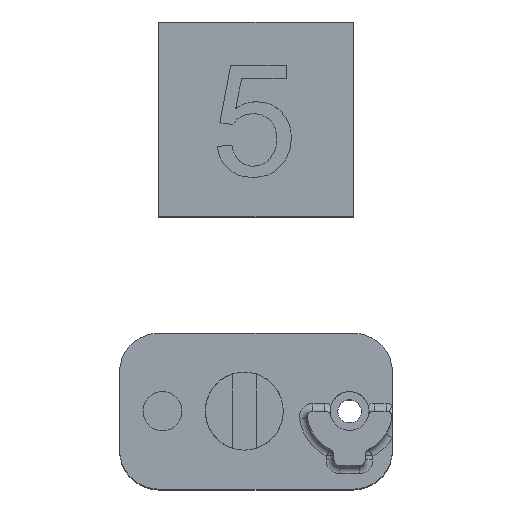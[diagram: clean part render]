
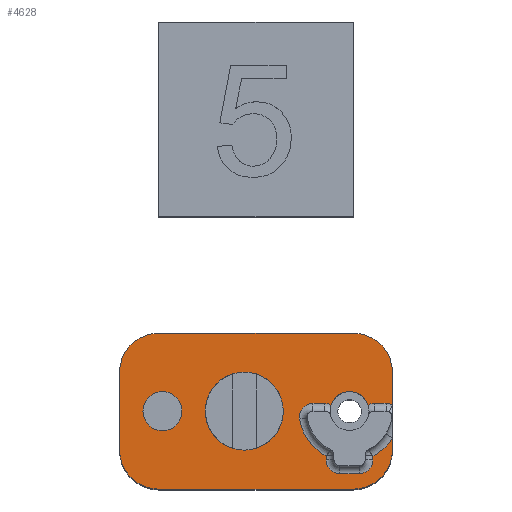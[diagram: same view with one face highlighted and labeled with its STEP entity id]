
A CAD part, top view. The second image highlights one B-rep face of the part: STEP entity #4628.
In plain terms, the highlighted planar face has unit normal (0, 0, 1).
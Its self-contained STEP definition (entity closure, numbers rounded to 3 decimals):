
#153=FACE_BOUND('',#1581,.T.);
#154=FACE_BOUND('',#1582,.T.);
#179=PLANE('',#4980);
#562=LINE('',#6371,#888);
#563=LINE('',#6383,#889);
#566=LINE('',#6398,#892);
#568=LINE('',#6407,#894);
#570=LINE('',#6437,#896);
#593=LINE('',#6540,#919);
#594=LINE('',#6544,#920);
#595=LINE('',#6548,#921);
#596=LINE('',#6552,#922);
#597=LINE('',#6555,#923);
#888=VECTOR('',#5292,10.);
#889=VECTOR('',#5309,10.);
#892=VECTOR('',#5326,10.);
#894=VECTOR('',#5338,10.);
#896=VECTOR('',#5368,10.);
#919=VECTOR('',#5461,10.);
#920=VECTOR('',#5464,10.);
#921=VECTOR('',#5467,10.);
#922=VECTOR('',#5470,10.);
#923=VECTOR('',#5473,10.);
#1307=FACE_OUTER_BOUND('',#1580,.T.);
#1580=EDGE_LOOP('',(#3363,#3364,#3365,#3366,#3367,#3368,#3369,#3370,#3371,
#3372,#3373,#3374,#3375,#3376,#3377,#3378,#3379,#3380,#3381,#3382,#3383,
#3384,#3385));
#1581=EDGE_LOOP('',(#3386));
#1582=EDGE_LOOP('',(#3387));
#1830=CIRCLE('',#4902,0.5);
#1836=CIRCLE('',#4909,0.35);
#1840=CIRCLE('',#4915,0.35);
#1842=CIRCLE('',#4918,1.3);
#1846=CIRCLE('',#4924,0.35);
#1850=CIRCLE('',#4930,0.35);
#1851=CIRCLE('',#4933,1.3);
#1857=CIRCLE('',#4941,0.35);
#1862=CIRCLE('',#4948,0.35);
#1875=CIRCLE('',#4978,0.5);
#1877=CIRCLE('',#4981,1.);
#1878=CIRCLE('',#4982,1.);
#1879=CIRCLE('',#4983,1.);
#1880=CIRCLE('',#4984,1.);
#1881=CIRCLE('',#4985,0.5);
#1940=VERTEX_POINT('',#6258);
#1944=VERTEX_POINT('',#6290);
#1947=VERTEX_POINT('',#6330);
#1948=VERTEX_POINT('',#6344);
#1952=VERTEX_POINT('',#6356);
#1953=VERTEX_POINT('',#6367);
#1955=VERTEX_POINT('',#6373);
#1957=VERTEX_POINT('',#6382);
#1959=VERTEX_POINT('',#6388);
#1961=VERTEX_POINT('',#6394);
#1963=VERTEX_POINT('',#6400);
#1965=VERTEX_POINT('',#6409);
#1970=VERTEX_POINT('',#6425);
#1971=VERTEX_POINT('',#6427);
#1973=VERTEX_POINT('',#6433);
#1975=VERTEX_POINT('',#6439);
#1994=VERTEX_POINT('',#6539);
#1995=VERTEX_POINT('',#6541);
#1996=VERTEX_POINT('',#6543);
#1997=VERTEX_POINT('',#6545);
#1998=VERTEX_POINT('',#6547);
#1999=VERTEX_POINT('',#6549);
#2000=VERTEX_POINT('',#6551);
#2001=VERTEX_POINT('',#6553);
#2002=VERTEX_POINT('',#6556);
#2434=EDGE_CURVE('',#1940,#1940,#1830,.T.);
#2447=EDGE_CURVE('',#1952,#1948,#1836,.T.);
#2450=EDGE_CURVE('',#1948,#1953,#562,.T.);
#2453=EDGE_CURVE('',#1953,#1955,#1840,.T.);
#2455=EDGE_CURVE('',#1955,#1947,#1842,.T.);
#2456=EDGE_CURVE('',#1947,#1957,#563,.T.);
#2461=EDGE_CURVE('',#1957,#1959,#1846,.T.);
#2464=EDGE_CURVE('',#1959,#1961,#566,.T.);
#2467=EDGE_CURVE('',#1961,#1963,#1850,.T.);
#2469=EDGE_CURVE('',#1963,#1944,#568,.T.);
#2470=EDGE_CURVE('',#1944,#1965,#1851,.T.);
#2477=EDGE_CURVE('',#1970,#1971,#1857,.T.);
#2482=EDGE_CURVE('',#1971,#1973,#570,.T.);
#2485=EDGE_CURVE('',#1973,#1975,#1862,.T.);
#2520=EDGE_CURVE('',#1952,#1975,#1875,.T.);
#2523=EDGE_CURVE('',#1970,#1994,#593,.T.);
#2524=EDGE_CURVE('',#1994,#1995,#1877,.T.);
#2525=EDGE_CURVE('',#1995,#1996,#594,.T.);
#2526=EDGE_CURVE('',#1996,#1997,#1878,.T.);
#2527=EDGE_CURVE('',#1997,#1998,#595,.T.);
#2528=EDGE_CURVE('',#1998,#1999,#1879,.T.);
#2529=EDGE_CURVE('',#1999,#2000,#596,.T.);
#2530=EDGE_CURVE('',#2000,#2001,#1880,.T.);
#2531=EDGE_CURVE('',#2001,#1965,#597,.T.);
#2532=EDGE_CURVE('',#2002,#2002,#1881,.T.);
#3363=ORIENTED_EDGE('',*,*,#2447,.F.);
#3364=ORIENTED_EDGE('',*,*,#2520,.T.);
#3365=ORIENTED_EDGE('',*,*,#2485,.F.);
#3366=ORIENTED_EDGE('',*,*,#2482,.F.);
#3367=ORIENTED_EDGE('',*,*,#2477,.F.);
#3368=ORIENTED_EDGE('',*,*,#2523,.T.);
#3369=ORIENTED_EDGE('',*,*,#2524,.T.);
#3370=ORIENTED_EDGE('',*,*,#2525,.T.);
#3371=ORIENTED_EDGE('',*,*,#2526,.T.);
#3372=ORIENTED_EDGE('',*,*,#2527,.T.);
#3373=ORIENTED_EDGE('',*,*,#2528,.T.);
#3374=ORIENTED_EDGE('',*,*,#2529,.T.);
#3375=ORIENTED_EDGE('',*,*,#2530,.T.);
#3376=ORIENTED_EDGE('',*,*,#2531,.T.);
#3377=ORIENTED_EDGE('',*,*,#2470,.F.);
#3378=ORIENTED_EDGE('',*,*,#2469,.F.);
#3379=ORIENTED_EDGE('',*,*,#2467,.F.);
#3380=ORIENTED_EDGE('',*,*,#2464,.F.);
#3381=ORIENTED_EDGE('',*,*,#2461,.F.);
#3382=ORIENTED_EDGE('',*,*,#2456,.F.);
#3383=ORIENTED_EDGE('',*,*,#2455,.F.);
#3384=ORIENTED_EDGE('',*,*,#2453,.F.);
#3385=ORIENTED_EDGE('',*,*,#2450,.F.);
#3386=ORIENTED_EDGE('',*,*,#2434,.T.);
#3387=ORIENTED_EDGE('',*,*,#2532,.T.);
#4628=ADVANCED_FACE('',(#1307,#153,#154),#179,.T.);
#4902=AXIS2_PLACEMENT_3D('',#6259,#5270,#5271);
#4909=AXIS2_PLACEMENT_3D('',#6365,#5285,#5286);
#4915=AXIS2_PLACEMENT_3D('',#6377,#5299,#5300);
#4918=AXIS2_PLACEMENT_3D('',#6380,#5305,#5306);
#4924=AXIS2_PLACEMENT_3D('',#6392,#5319,#5320);
#4930=AXIS2_PLACEMENT_3D('',#6404,#5333,#5334);
#4933=AXIS2_PLACEMENT_3D('',#6410,#5341,#5342);
#4941=AXIS2_PLACEMENT_3D('',#6428,#5357,#5358);
#4948=AXIS2_PLACEMENT_3D('',#6452,#5373,#5374);
#4978=AXIS2_PLACEMENT_3D('',#6534,#5454,#5455);
#4980=AXIS2_PLACEMENT_3D('',#6538,#5459,#5460);
#4981=AXIS2_PLACEMENT_3D('',#6542,#5462,#5463);
#4982=AXIS2_PLACEMENT_3D('',#6546,#5465,#5466);
#4983=AXIS2_PLACEMENT_3D('',#6550,#5468,#5469);
#4984=AXIS2_PLACEMENT_3D('',#6554,#5471,#5472);
#4985=AXIS2_PLACEMENT_3D('',#6557,#5474,#5475);
#5270=DIRECTION('center_axis',(0.,0.,-1.));
#5271=DIRECTION('ref_axis',(-1.,0.,0.));
#5285=DIRECTION('center_axis',(0.,0.,1.));
#5286=DIRECTION('ref_axis',(0.62,0.784,0.));
#5292=DIRECTION('',(-1.,0.,0.));
#5299=DIRECTION('center_axis',(0.,0.,1.));
#5300=DIRECTION('ref_axis',(-0.761,0.649,0.));
#5305=DIRECTION('center_axis',(0.,0.,1.));
#5306=DIRECTION('ref_axis',(-0.804,-0.595,0.));
#5309=DIRECTION('',(0.,-1.,0.));
#5319=DIRECTION('center_axis',(0.,0.,1.));
#5320=DIRECTION('ref_axis',(-0.707,-0.707,0.));
#5326=DIRECTION('',(1.,0.,0.));
#5333=DIRECTION('center_axis',(0.,0.,1.));
#5334=DIRECTION('ref_axis',(0.707,-0.707,0.));
#5338=DIRECTION('',(0.,1.,0.));
#5341=DIRECTION('center_axis',(0.,0.,1.));
#5342=DIRECTION('ref_axis',(0.804,-0.595,0.));
#5357=DIRECTION('center_axis',(0.,0.,1.));
#5358=DIRECTION('ref_axis',(0.761,0.649,0.));
#5368=DIRECTION('',(-1.,0.,0.));
#5373=DIRECTION('center_axis',(0.,0.,1.));
#5374=DIRECTION('ref_axis',(-0.62,0.784,0.));
#5454=DIRECTION('center_axis',(0.,0.,-1.));
#5455=DIRECTION('ref_axis',(1.,0.,0.));
#5459=DIRECTION('center_axis',(0.,0.,1.));
#5460=DIRECTION('ref_axis',(1.,0.,0.));
#5461=DIRECTION('',(0.,1.,0.));
#5462=DIRECTION('center_axis',(0.,0.,1.));
#5463=DIRECTION('ref_axis',(1.,0.,0.));
#5464=DIRECTION('',(-1.,0.,0.));
#5465=DIRECTION('center_axis',(0.,0.,1.));
#5466=DIRECTION('ref_axis',(0.,1.,0.));
#5467=DIRECTION('',(0.,-1.,0.));
#5468=DIRECTION('center_axis',(0.,0.,1.));
#5469=DIRECTION('ref_axis',(-1.,0.,0.));
#5470=DIRECTION('',(1.,0.,0.));
#5471=DIRECTION('center_axis',(0.,0.,1.));
#5472=DIRECTION('ref_axis',(0.,-1.,0.));
#5473=DIRECTION('',(0.,1.,0.));
#5474=DIRECTION('center_axis',(0.,0.,-1.));
#5475=DIRECTION('ref_axis',(1.,0.,0.));
#6258=CARTESIAN_POINT('',(3.7,2.,13.));
#6259=CARTESIAN_POINT('Origin',(3.2,2.,13.));
#6290=CARTESIAN_POINT('',(6.5,0.847,13.));
#6330=CARTESIAN_POINT('',(5.3,0.847,13.));
#6344=CARTESIAN_POINT('',(5.268,2.2,13.));
#6356=CARTESIAN_POINT('',(5.427,2.162,13.));
#6365=CARTESIAN_POINT('Origin',(5.268,1.85,13.));
#6367=CARTESIAN_POINT('',(4.962,2.2,13.));
#6371=CARTESIAN_POINT('',(4.45,2.2,13.));
#6373=CARTESIAN_POINT('',(4.616,1.795,13.));
#6377=CARTESIAN_POINT('Origin',(4.962,1.85,13.));
#6380=CARTESIAN_POINT('Origin',(5.9,2.,13.));
#6382=CARTESIAN_POINT('',(5.3,0.75,13.));
#6383=CARTESIAN_POINT('',(5.3,1.488,13.));
#6388=CARTESIAN_POINT('',(5.65,0.4,13.));
#6392=CARTESIAN_POINT('Origin',(5.65,0.75,13.));
#6394=CARTESIAN_POINT('',(6.15,0.4,13.));
#6398=CARTESIAN_POINT('',(4.5,0.4,13.));
#6400=CARTESIAN_POINT('',(6.5,0.75,13.));
#6404=CARTESIAN_POINT('Origin',(6.15,0.75,13.));
#6407=CARTESIAN_POINT('',(6.5,1.3,13.));
#6409=CARTESIAN_POINT('',(7.,1.307,13.));
#6410=CARTESIAN_POINT('Origin',(5.9,2.,13.));
#6425=CARTESIAN_POINT('',(7.,2.16,13.));
#6427=CARTESIAN_POINT('',(6.838,2.2,13.));
#6428=CARTESIAN_POINT('Origin',(6.838,1.85,13.));
#6433=CARTESIAN_POINT('',(6.532,2.2,13.));
#6437=CARTESIAN_POINT('',(5.25,2.2,13.));
#6439=CARTESIAN_POINT('',(6.373,2.162,13.));
#6452=CARTESIAN_POINT('Origin',(6.532,1.85,13.));
#6534=CARTESIAN_POINT('Origin',(5.9,2.,13.));
#6538=CARTESIAN_POINT('Origin',(3.5,2.,13.));
#6539=CARTESIAN_POINT('',(7.,3.,13.));
#6540=CARTESIAN_POINT('',(7.,1.,13.));
#6541=CARTESIAN_POINT('',(6.,4.,13.));
#6542=CARTESIAN_POINT('Origin',(6.,3.,13.));
#6543=CARTESIAN_POINT('',(1.,4.,13.));
#6544=CARTESIAN_POINT('',(6.,4.,13.));
#6545=CARTESIAN_POINT('',(0.,3.,13.));
#6546=CARTESIAN_POINT('Origin',(1.,3.,13.));
#6547=CARTESIAN_POINT('',(0.,1.,13.));
#6548=CARTESIAN_POINT('',(0.,3.,13.));
#6549=CARTESIAN_POINT('',(1.,0.,13.));
#6550=CARTESIAN_POINT('Origin',(1.,1.,13.));
#6551=CARTESIAN_POINT('',(6.,0.,13.));
#6552=CARTESIAN_POINT('',(1.,0.,13.));
#6553=CARTESIAN_POINT('',(7.,1.,13.));
#6554=CARTESIAN_POINT('Origin',(6.,1.,13.));
#6555=CARTESIAN_POINT('',(7.,1.,13.));
#6556=CARTESIAN_POINT('',(0.6,2.,13.));
#6557=CARTESIAN_POINT('Origin',(1.1,2.,13.));
